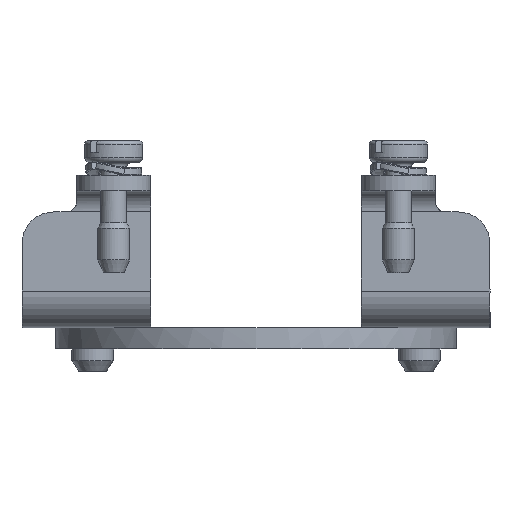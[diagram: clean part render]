
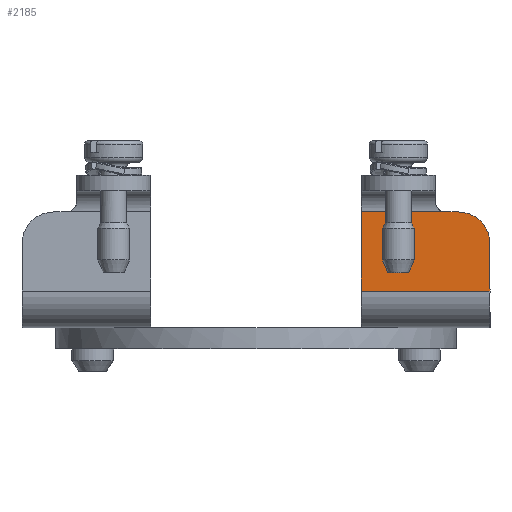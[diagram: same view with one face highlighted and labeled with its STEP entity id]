
A CAD part, left-side view. The second image highlights one B-rep face of the part: STEP entity #2185.
In plain terms, the highlighted planar face has unit normal (-1, 0, 0).
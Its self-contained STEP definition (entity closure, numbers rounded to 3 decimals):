
#2185=ADVANCED_FACE('',(#4020),#3410,.T.);
#3410=PLANE('',#22167);
#4020=FACE_OUTER_BOUND('',#5188,.T.);
#5188=EDGE_LOOP('',(#9629,#9630,#9631,#9632,#9633,#9634));
#6648=LINE('',#29677,#8057);
#6649=LINE('',#29680,#8058);
#6650=LINE('',#29682,#8059);
#6651=LINE('',#29684,#8060);
#6652=LINE('',#29685,#8061);
#8057=VECTOR('',#24287,1.);
#8058=VECTOR('',#24288,1.);
#8059=VECTOR('',#24289,1.);
#8060=VECTOR('',#24290,1.);
#8061=VECTOR('',#24291,1.);
#9629=ORIENTED_EDGE('',*,*,#18249,.T.);
#9630=ORIENTED_EDGE('',*,*,#18250,.F.);
#9631=ORIENTED_EDGE('',*,*,#18251,.T.);
#9632=ORIENTED_EDGE('',*,*,#18252,.T.);
#9633=ORIENTED_EDGE('',*,*,#18247,.T.);
#9634=ORIENTED_EDGE('',*,*,#18253,.T.);
#16133=VERTEX_POINT('',#29672);
#16134=VERTEX_POINT('',#29674);
#16135=VERTEX_POINT('',#29678);
#16136=VERTEX_POINT('',#29679);
#16137=VERTEX_POINT('',#29681);
#16138=VERTEX_POINT('',#29683);
#18247=EDGE_CURVE('',#16134,#16133,#21396,.T.);
#18249=EDGE_CURVE('',#16135,#16136,#6648,.T.);
#18250=EDGE_CURVE('',#16137,#16136,#6649,.T.);
#18251=EDGE_CURVE('',#16137,#16138,#6650,.T.);
#18252=EDGE_CURVE('',#16138,#16134,#6651,.T.);
#18253=EDGE_CURVE('',#16133,#16135,#6652,.T.);
#21396=CIRCLE('',#22165,3.);
#22165=AXIS2_PLACEMENT_3D('',#29673,#24282,#24283);
#22167=AXIS2_PLACEMENT_3D('',#29686,#24292,#24293);
#24282=DIRECTION('',(-1.,0.,0.));
#24283=DIRECTION('',(0.,-1.,0.));
#24287=DIRECTION('',(0.,1.,0.));
#24288=DIRECTION('',(0.,0.,1.));
#24289=DIRECTION('',(0.,-1.,0.));
#24290=DIRECTION('',(0.,0.,1.));
#24291=DIRECTION('',(0.,1.,0.));
#24292=DIRECTION('',(-1.,0.,0.));
#24293=DIRECTION('',(0.,-1.,0.));
#29672=CARTESIAN_POINT('',(-33.75,-19.2,-2.));
#29673=CARTESIAN_POINT('',(-33.75,-19.2,-5.));
#29674=CARTESIAN_POINT('',(-33.75,-22.2,-5.));
#29677=CARTESIAN_POINT('',(-33.75,-17.995,-2.));
#29678=CARTESIAN_POINT('',(-33.75,-18.,-2.));
#29679=CARTESIAN_POINT('',(-33.75,-10.,-2.));
#29680=CARTESIAN_POINT('',(-33.75,-10.,-9.5));
#29681=CARTESIAN_POINT('',(-33.75,-10.,-9.5));
#29682=CARTESIAN_POINT('',(-33.75,-10.,-9.5));
#29683=CARTESIAN_POINT('',(-33.75,-22.2,-9.5));
#29684=CARTESIAN_POINT('',(-33.75,-22.2,-9.5));
#29685=CARTESIAN_POINT('',(-33.75,-19.2,-2.));
#29686=CARTESIAN_POINT('',(-33.75,-9.8,-10.5));
